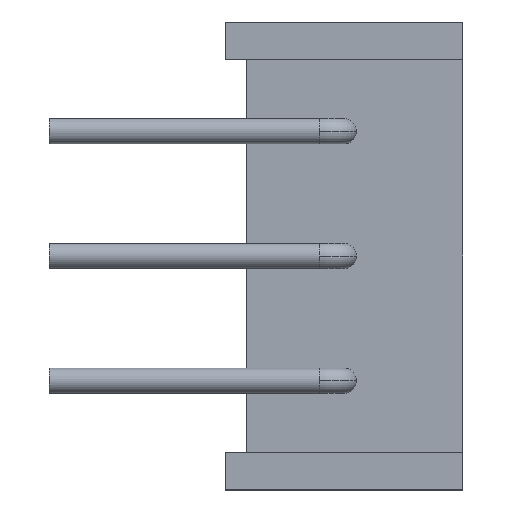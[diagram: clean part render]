
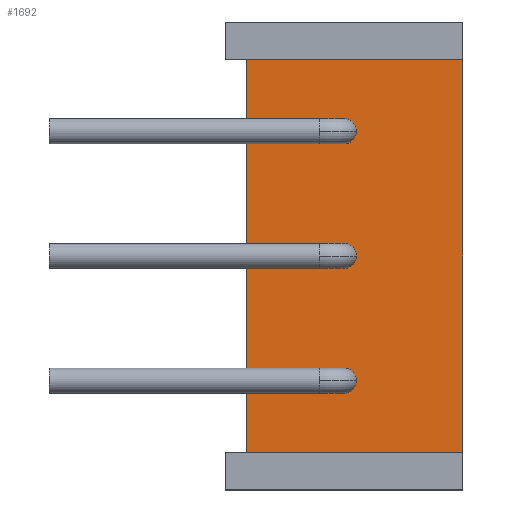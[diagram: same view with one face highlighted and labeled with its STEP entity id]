
A CAD part, left-side view. The second image highlights one B-rep face of the part: STEP entity #1692.
In plain terms, the highlighted planar face has unit normal (-1, 0, 0).
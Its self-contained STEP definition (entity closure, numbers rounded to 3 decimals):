
#9 = CARTESIAN_POINT ( 'NONE',  ( -5.352, 4.4, 3.995 ) ) ;
#88 = DIRECTION ( 'NONE',  ( 0., 0., 1. ) ) ;
#192 = CIRCLE ( 'NONE', #6540, 0.255 ) ;
#362 = DIRECTION ( 'NONE',  ( 0., 0., -1. ) ) ;
#363 = DIRECTION ( 'NONE',  ( 0., 0., 1. ) ) ;
#413 = DIRECTION ( 'NONE',  ( 1., 0., 0. ) ) ;
#537 = EDGE_CURVE ( 'NONE', #5681, #4752, #1350, .T. ) ;
#624 = CIRCLE ( 'NONE', #1883, 0.255 ) ;
#868 = CARTESIAN_POINT ( 'NONE',  ( -5.352, 2.42, -2.54 ) ) ;
#875 = VECTOR ( 'NONE', #7221, 1000. ) ;
#1217 = FACE_BOUND ( 'NONE', #2309, .T. ) ;
#1284 = CARTESIAN_POINT ( 'NONE',  ( -5.352, 4.83, 3.995 ) ) ;
#1350 = CIRCLE ( 'NONE', #8079, 0.255 ) ;
#1368 = EDGE_CURVE ( 'NONE', #7361, #2012, #2606, .T. ) ;
#1561 = CARTESIAN_POINT ( 'NONE',  ( -5.352, 0., -3.995 ) ) ;
#1572 = EDGE_CURVE ( 'NONE', #2012, #7361, #2401, .T. ) ;
#1620 = DIRECTION ( 'NONE',  ( 0., 0., 1. ) ) ;
#1692 = ADVANCED_FACE ( 'NONE', ( #2506, #2916, #1217, #7845 ), #6771, .F. ) ;
#1812 = VERTEX_POINT ( 'NONE', #3744 ) ;
#1825 = DIRECTION ( 'NONE',  ( 0., -1., 0. ) ) ;
#1883 = AXIS2_PLACEMENT_3D ( 'NONE', #7204, #3380, #2091 ) ;
#1887 = VERTEX_POINT ( 'NONE', #2971 ) ;
#2012 = VERTEX_POINT ( 'NONE', #5148 ) ;
#2062 = CARTESIAN_POINT ( 'NONE',  ( -5.352, 4.83, -3.995 ) ) ;
#2091 = DIRECTION ( 'NONE',  ( 0., 0., 1. ) ) ;
#2155 = DIRECTION ( 'NONE',  ( -1., 0., 0. ) ) ;
#2258 = EDGE_CURVE ( 'NONE', #1812, #3771, #5837, .T. ) ;
#2309 = EDGE_LOOP ( 'NONE', ( #5059, #4867 ) ) ;
#2401 = CIRCLE ( 'NONE', #5730, 0.255 ) ;
#2506 = FACE_BOUND ( 'NONE', #3480, .T. ) ;
#2582 = ORIENTED_EDGE ( 'NONE', *, *, #1572, .F. ) ;
#2606 = CIRCLE ( 'NONE', #7245, 0.255 ) ;
#2797 = EDGE_CURVE ( 'NONE', #1812, #3035, #6113, .T. ) ;
#2881 = ORIENTED_EDGE ( 'NONE', *, *, #537, .F. ) ;
#2916 = FACE_BOUND ( 'NONE', #4817, .T. ) ;
#2971 = CARTESIAN_POINT ( 'NONE',  ( -5.352, 2.42, 0.255 ) ) ;
#3035 = VERTEX_POINT ( 'NONE', #5178 ) ;
#3177 = LINE ( 'NONE', #1284, #5893 ) ;
#3301 = CARTESIAN_POINT ( 'NONE',  ( -5.352, 2.42, -2.54 ) ) ;
#3303 = CARTESIAN_POINT ( 'NONE',  ( -5.352, 2.42, 2.54 ) ) ;
#3358 = VECTOR ( 'NONE', #5453, 1000. ) ;
#3380 = DIRECTION ( 'NONE',  ( -1., 0., 0. ) ) ;
#3480 = EDGE_LOOP ( 'NONE', ( #4244, #2582 ) ) ;
#3701 = DIRECTION ( 'NONE',  ( 0., 0., 1. ) ) ;
#3744 = CARTESIAN_POINT ( 'NONE',  ( -5.352, 4.4, -3.995 ) ) ;
#3771 = VERTEX_POINT ( 'NONE', #9 ) ;
#3954 = DIRECTION ( 'NONE',  ( -1., 0., 0. ) ) ;
#4001 = EDGE_CURVE ( 'NONE', #3771, #4571, #3177, .T. ) ;
#4037 = AXIS2_PLACEMENT_3D ( 'NONE', #4323, #6924, #3701 ) ;
#4237 = CARTESIAN_POINT ( 'NONE',  ( -5.352, 2.42, 2.795 ) ) ;
#4244 = ORIENTED_EDGE ( 'NONE', *, *, #1368, .F. ) ;
#4285 = CARTESIAN_POINT ( 'NONE',  ( -5.352, 4.83, -3.995 ) ) ;
#4323 = CARTESIAN_POINT ( 'NONE',  ( -5.352, 2.42, 0. ) ) ;
#4571 = VERTEX_POINT ( 'NONE', #5904 ) ;
#4579 = CIRCLE ( 'NONE', #4037, 0.255 ) ;
#4685 = CARTESIAN_POINT ( 'NONE',  ( -5.352, 2.42, -2.285 ) ) ;
#4730 = VECTOR ( 'NONE', #363, 1000. ) ;
#4752 = VERTEX_POINT ( 'NONE', #6174 ) ;
#4815 = EDGE_CURVE ( 'NONE', #1887, #6908, #4579, .T. ) ;
#4817 = EDGE_LOOP ( 'NONE', ( #2881, #5775 ) ) ;
#4831 = AXIS2_PLACEMENT_3D ( 'NONE', #4285, #413, #362 ) ;
#4867 = ORIENTED_EDGE ( 'NONE', *, *, #6156, .F. ) ;
#4915 = CARTESIAN_POINT ( 'NONE',  ( -5.352, 2.42, 2.54 ) ) ;
#5059 = ORIENTED_EDGE ( 'NONE', *, *, #4815, .F. ) ;
#5148 = CARTESIAN_POINT ( 'NONE',  ( -5.352, 2.42, -2.795 ) ) ;
#5178 = CARTESIAN_POINT ( 'NONE',  ( -5.352, 0., -3.995 ) ) ;
#5285 = DIRECTION ( 'NONE',  ( 0., 0., 1. ) ) ;
#5445 = DIRECTION ( 'NONE',  ( 0., 0., 1. ) ) ;
#5453 = DIRECTION ( 'NONE',  ( 0., 0., 1. ) ) ;
#5487 = DIRECTION ( 'NONE',  ( -1., 0., 0. ) ) ;
#5656 = ORIENTED_EDGE ( 'NONE', *, *, #6976, .T. ) ;
#5681 = VERTEX_POINT ( 'NONE', #4237 ) ;
#5730 = AXIS2_PLACEMENT_3D ( 'NONE', #868, #2155, #5445 ) ;
#5775 = ORIENTED_EDGE ( 'NONE', *, *, #8339, .F. ) ;
#5837 = LINE ( 'NONE', #6827, #4730 ) ;
#5893 = VECTOR ( 'NONE', #1825, 1000. ) ;
#5904 = CARTESIAN_POINT ( 'NONE',  ( -5.352, 0., 3.995 ) ) ;
#6113 = LINE ( 'NONE', #2062, #875 ) ;
#6156 = EDGE_CURVE ( 'NONE', #6908, #1887, #624, .T. ) ;
#6174 = CARTESIAN_POINT ( 'NONE',  ( -5.352, 2.42, 2.285 ) ) ;
#6215 = ORIENTED_EDGE ( 'NONE', *, *, #2258, .F. ) ;
#6392 = LINE ( 'NONE', #1561, #3358 ) ;
#6540 = AXIS2_PLACEMENT_3D ( 'NONE', #3303, #3954, #88 ) ;
#6770 = ORIENTED_EDGE ( 'NONE', *, *, #2797, .T. ) ;
#6771 = PLANE ( 'NONE',  #4831 ) ;
#6827 = CARTESIAN_POINT ( 'NONE',  ( -5.352, 4.4, 0. ) ) ;
#6908 = VERTEX_POINT ( 'NONE', #8032 ) ;
#6924 = DIRECTION ( 'NONE',  ( -1., 0., 0. ) ) ;
#6976 = EDGE_CURVE ( 'NONE', #3035, #4571, #6392, .T. ) ;
#6979 = EDGE_LOOP ( 'NONE', ( #6215, #6770, #5656, #7097 ) ) ;
#7097 = ORIENTED_EDGE ( 'NONE', *, *, #4001, .F. ) ;
#7204 = CARTESIAN_POINT ( 'NONE',  ( -5.352, 2.42, 0. ) ) ;
#7221 = DIRECTION ( 'NONE',  ( 0., -1., 0. ) ) ;
#7245 = AXIS2_PLACEMENT_3D ( 'NONE', #3301, #7902, #5285 ) ;
#7361 = VERTEX_POINT ( 'NONE', #4685 ) ;
#7845 = FACE_OUTER_BOUND ( 'NONE', #6979, .T. ) ;
#7902 = DIRECTION ( 'NONE',  ( -1., 0., 0. ) ) ;
#8032 = CARTESIAN_POINT ( 'NONE',  ( -5.352, 2.42, -0.255 ) ) ;
#8079 = AXIS2_PLACEMENT_3D ( 'NONE', #4915, #5487, #1620 ) ;
#8339 = EDGE_CURVE ( 'NONE', #4752, #5681, #192, .T. ) ;
